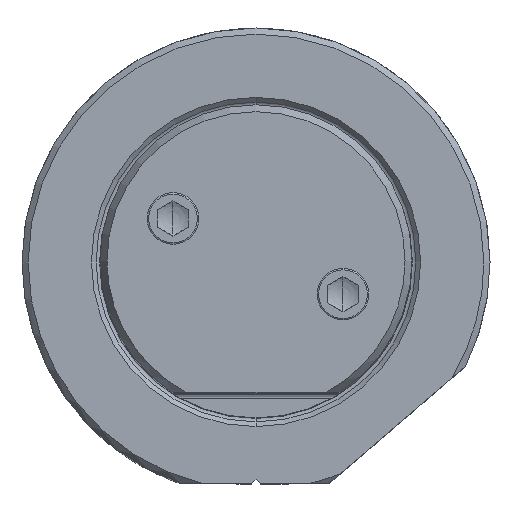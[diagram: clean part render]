
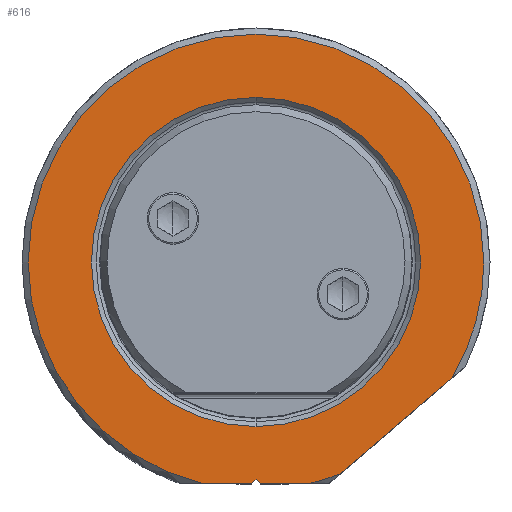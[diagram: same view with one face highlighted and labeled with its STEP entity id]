
A CAD part, top view. The second image highlights one B-rep face of the part: STEP entity #616.
In plain terms, the highlighted planar face has unit normal (0, 0, 1).
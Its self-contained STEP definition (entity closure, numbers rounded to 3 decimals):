
#139=PLANE('',#5618);
#616=ADVANCED_FACE('',(#915,#916),#139,.T.);
#915=FACE_BOUND('',#1037,.T.);
#916=FACE_BOUND('',#1038,.T.);
#1037=EDGE_LOOP('',(#2691,#2692,#2693,#2694,#2695,#2696,#2697,#2698,#2699));
#1038=EDGE_LOOP('',(#2700,#2701));
#1372=LINE('',#10760,#1680);
#1374=LINE('',#10774,#1682);
#1376=LINE('',#10778,#1684);
#1378=LINE('',#10782,#1686);
#1380=LINE('',#10791,#1688);
#1680=VECTOR('',#6546,1.);
#1682=VECTOR('',#6550,1.);
#1684=VECTOR('',#6554,1.);
#1686=VECTOR('',#6558,1.);
#1688=VECTOR('',#6562,1.);
#2691=ORIENTED_EDGE('',*,*,#4527,.T.);
#2692=ORIENTED_EDGE('',*,*,#4515,.T.);
#2693=ORIENTED_EDGE('',*,*,#4528,.T.);
#2694=ORIENTED_EDGE('',*,*,#4529,.T.);
#2695=ORIENTED_EDGE('',*,*,#4530,.T.);
#2696=ORIENTED_EDGE('',*,*,#4526,.F.);
#2697=ORIENTED_EDGE('',*,*,#4523,.T.);
#2698=ORIENTED_EDGE('',*,*,#4521,.T.);
#2699=ORIENTED_EDGE('',*,*,#4519,.F.);
#2700=ORIENTED_EDGE('',*,*,#4531,.T.);
#2701=ORIENTED_EDGE('',*,*,#4532,.T.);
#3891=VERTEX_POINT('',#10759);
#3892=VERTEX_POINT('',#10761);
#3894=VERTEX_POINT('',#10773);
#3895=VERTEX_POINT('',#10775);
#3896=VERTEX_POINT('',#10779);
#3897=VERTEX_POINT('',#10783);
#3898=VERTEX_POINT('',#10790);
#3899=VERTEX_POINT('',#10795);
#3900=VERTEX_POINT('',#10797);
#3901=VERTEX_POINT('',#10800);
#3902=VERTEX_POINT('',#10801);
#4515=EDGE_CURVE('',#3892,#3891,#1372,.T.);
#4519=EDGE_CURVE('',#3894,#3895,#1374,.T.);
#4521=EDGE_CURVE('',#3896,#3895,#1376,.T.);
#4523=EDGE_CURVE('',#3897,#3896,#1378,.T.);
#4526=EDGE_CURVE('',#3897,#3898,#1380,.T.);
#4527=EDGE_CURVE('',#3894,#3892,#5067,.T.);
#4528=EDGE_CURVE('',#3891,#3899,#5068,.T.);
#4529=EDGE_CURVE('',#3899,#3900,#5069,.T.);
#4530=EDGE_CURVE('',#3900,#3898,#5070,.T.);
#4531=EDGE_CURVE('',#3901,#3902,#5071,.T.);
#4532=EDGE_CURVE('',#3902,#3901,#5072,.T.);
#5067=CIRCLE('',#5612,18.55);
#5068=CIRCLE('',#5613,18.55);
#5069=CIRCLE('',#5614,18.55);
#5070=CIRCLE('',#5615,18.55);
#5071=CIRCLE('',#5616,13.4);
#5072=CIRCLE('',#5617,13.4);
#5612=AXIS2_PLACEMENT_3D('',#10793,#6565,#6566);
#5613=AXIS2_PLACEMENT_3D('',#10794,#6567,#6568);
#5614=AXIS2_PLACEMENT_3D('',#10796,#6569,#6570);
#5615=AXIS2_PLACEMENT_3D('',#10798,#6571,#6572);
#5616=AXIS2_PLACEMENT_3D('',#10799,#6573,#6574);
#5617=AXIS2_PLACEMENT_3D('',#10802,#6575,#6576);
#5618=AXIS2_PLACEMENT_3D('',#10803,#6577,#6578);
#6546=DIRECTION('',(0.759,0.651,0.));
#6550=DIRECTION('',(-1.,0.,0.));
#6554=DIRECTION('',(0.707,-0.707,0.));
#6558=DIRECTION('',(0.707,0.707,0.));
#6562=DIRECTION('',(-1.,0.,0.));
#6565=DIRECTION('',(0.,0.,1.));
#6566=DIRECTION('',(0.231,-0.973,0.));
#6567=DIRECTION('',(0.,0.,1.));
#6568=DIRECTION('',(0.862,-0.507,0.));
#6569=DIRECTION('',(0.,0.,1.));
#6570=DIRECTION('',(1.,0.,0.));
#6571=DIRECTION('',(0.,0.,1.));
#6572=DIRECTION('',(-1.,0.,0.));
#6573=DIRECTION('',(0.,0.,-1.));
#6574=DIRECTION('',(0.,1.,0.));
#6575=DIRECTION('',(0.,0.,-1.));
#6576=DIRECTION('',(0.,-1.,0.));
#6577=DIRECTION('',(0.,0.,1.));
#6578=DIRECTION('',(0.,1.,0.));
#10759=CARTESIAN_POINT('',(15.99,-9.404,0.));
#10760=CARTESIAN_POINT('',(6.872,-17.23,0.));
#10761=CARTESIAN_POINT('',(6.872,-17.23,0.));
#10773=CARTESIAN_POINT('',(4.278,-18.05,0.));
#10774=CARTESIAN_POINT('',(4.278,-18.05,0.));
#10775=CARTESIAN_POINT('',(0.354,-18.05,0.));
#10778=CARTESIAN_POINT('',(0.,-17.696,0.));
#10779=CARTESIAN_POINT('',(0.,-17.696,0.));
#10782=CARTESIAN_POINT('',(-0.354,-18.05,0.));
#10783=CARTESIAN_POINT('',(-0.354,-18.05,0.));
#10790=CARTESIAN_POINT('',(-4.278,-18.05,0.));
#10791=CARTESIAN_POINT('',(-3.222,-18.05,0.));
#10793=CARTESIAN_POINT('',(0.,0.,0.));
#10794=CARTESIAN_POINT('',(0.,0.,0.));
#10795=CARTESIAN_POINT('',(18.55,0.,0.));
#10796=CARTESIAN_POINT('',(0.,0.,0.));
#10797=CARTESIAN_POINT('',(-18.55,0.,0.));
#10798=CARTESIAN_POINT('',(0.,0.,0.));
#10799=CARTESIAN_POINT('',(0.,0.,0.));
#10800=CARTESIAN_POINT('',(0.,13.4,0.));
#10801=CARTESIAN_POINT('',(0.,-13.4,0.));
#10802=CARTESIAN_POINT('',(0.,0.,0.));
#10803=CARTESIAN_POINT('',(0.,0.25,0.));
